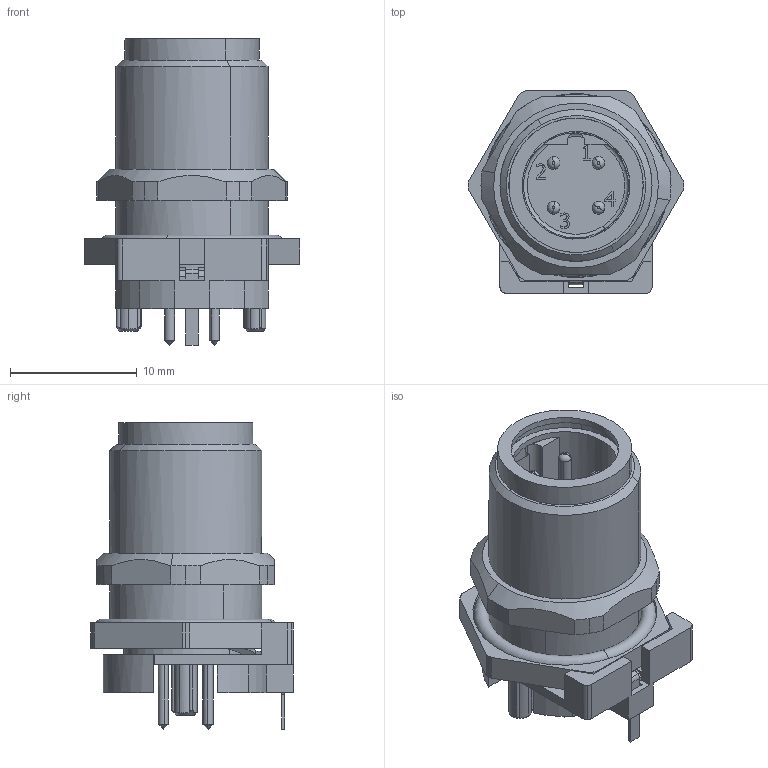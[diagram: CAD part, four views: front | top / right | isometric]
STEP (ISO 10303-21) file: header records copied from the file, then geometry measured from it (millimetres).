
FILE_DESCRIPTION(('CATIA V5 STEP Exchange','CAx-IF Rec.Pracs.--- Model Styling and Organization---1.4--- 2014-01-23'),'2;1');
FILE_NAME ('D1461939_1_2424110000_2424110000.stp','2021-01-05T11:44:11+00:00',('none'),('Weidmueller'),'CATIA Version 5-6 Release 2016 SP3 HF44','CATIA V5 STEP AP214','none');
FILE_SCHEMA(('AUTOMOTIVE_DESIGN { 1 0 10303 214 1 1 1 1 }'));
Length unit declared in the file: millimetre
Products named in the file (1): 2424110000
Bounding box: 17 x 16 x 24.2 mm (x, y, z)
Volume: 1983.4 mm3; surface area: 3451.7 mm2
Topology: 11 solids, 11 shells, 363 faces, 978 edges, 644 vertices
Faces by surface type: cylinder 157, plane 153, torus 19, cone 18, bspline 12, extrusion 4
Entity records: 12407 total; most frequent: CARTESIAN_POINT 3787, ORIENTED_EDGE 1940, DIRECTION 1431, EDGE_CURVE 970, VERTEX_POINT 644, AXIS2_PLACEMENT_3D 597, VECTOR 502, LINE 498
